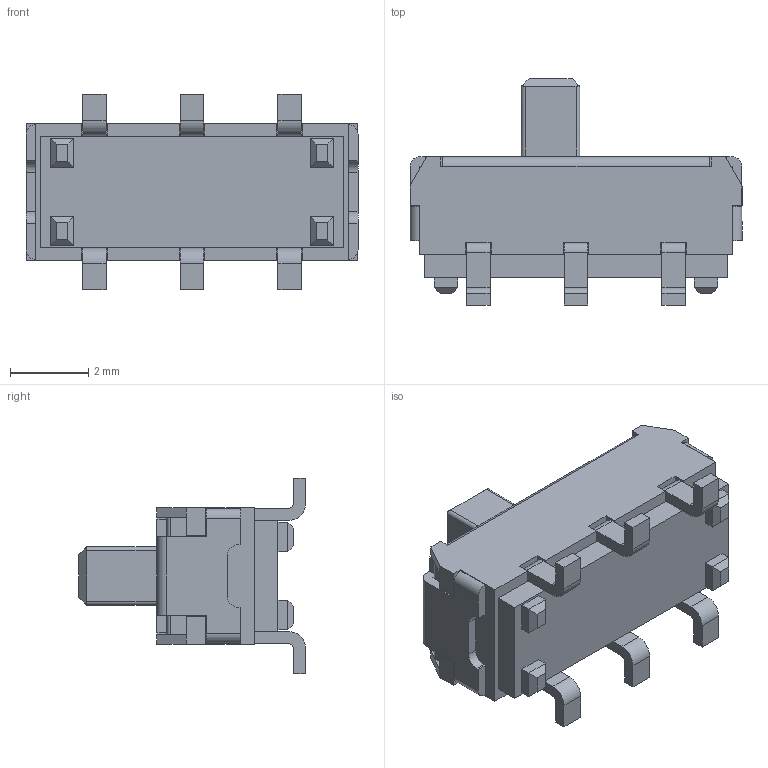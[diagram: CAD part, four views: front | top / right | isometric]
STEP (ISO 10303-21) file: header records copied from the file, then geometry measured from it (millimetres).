
FILE_DESCRIPTION (( 'STEP AP214' ), '1' );
FILE_NAME ('SSSS213202.STEP', '2021-06-21T11:46:36', ( '' ), ( '' ), 'SwSTEP 2.0', 'SolidWorks 2018', '' );
FILE_SCHEMA (( 'AUTOMOTIVE_DESIGN' ));
Length unit declared in the file: millimetre
Products named in the file (1): SSSS213202
Bounding box: 8.5 x 5.8 x 5 mm (x, y, z)
Volume: 92.2 mm3; surface area: 196.5 mm2
Topology: 10 solids, 10 shells, 273 faces, 718 edges, 468 vertices
Faces by surface type: plane 225, cylinder 48
Entity records: 11414 total; most frequent: CARTESIAN_POINT 1484, ORIENTED_EDGE 1436, DIRECTION 1350, EDGE_CURVE 718, VECTOR 618, LINE 618, VERTEX_POINT 468, AXIS2_PLACEMENT_3D 366
